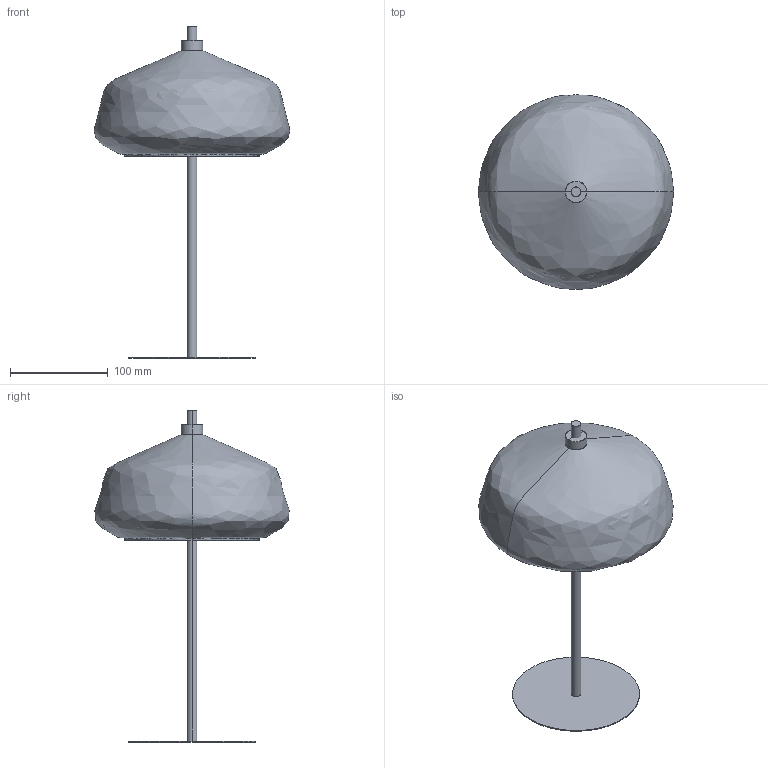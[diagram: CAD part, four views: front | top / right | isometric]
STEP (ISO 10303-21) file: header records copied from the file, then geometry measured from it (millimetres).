
FILE_DESCRIPTION(/* description */ (''),/* implementation_level */ '2;1');
FILE_NAME(/* name */ '174413~3',/* time_stamp */ '2020-05-19T15:37:37+02:00',/* author */ (''),/* organization */ (''),/* preprocessor_version */ 'ST-DEVELOPER v15',/* originating_system */ '',/* authorisation */ '');
FILE_SCHEMA (('AUTOMOTIVE_DESIGN'));
Length unit declared in the file: millimetre
Products named in the file (1): Document
Bounding box: 199.98 x 198.91 x 340 mm (x, y, z)
Volume: 65433.6 mm3; surface area: 252235.7 mm2
Topology: 4 solids, 6 shells, 45 faces, 97 edges, 57 vertices
Faces by surface type: bspline 40, plane 5
Entity records: 1884 total; most frequent: CARTESIAN_POINT 1295, ORIENTED_EDGE 162, EDGE_CURVE 84, VERTEX_POINT 48, ADVANCED_FACE 45, FACE_OUTER_BOUND 45, EDGE_LOOP 45, B_SPLINE_CURVE_WITH_KNOTS 28
